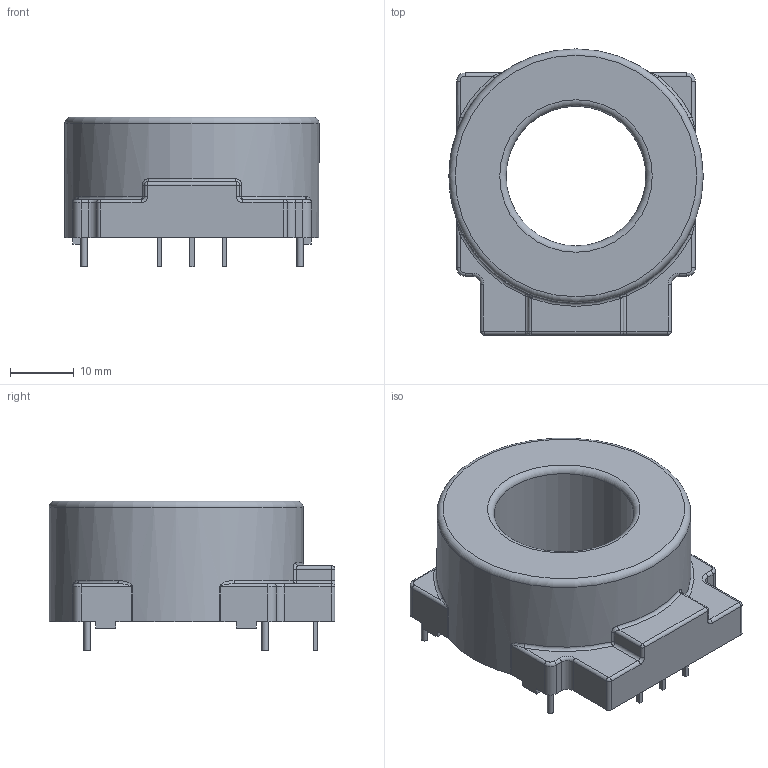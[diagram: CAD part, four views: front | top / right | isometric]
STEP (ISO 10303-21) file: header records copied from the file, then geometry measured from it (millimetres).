
FILE_DESCRIPTION(/* description */ ('Unknown'),/* implementation_level */ '2;1');
FILE_NAME(/* name */ 'L06P800S05',/* time_stamp */ '2024-11-29T08:07:23+02:00',/* author */ ('Unknown'),/* organization */ ('Unknown'),/* preprocessor_version */ 'ST-DEVELOPER v19.4',/* originating_system */ 'Solid Edge',/* authorisation */ 'Unknown');
FILE_SCHEMA (('AUTOMOTIVE_DESIGN {1 0 10303 214 3 1 1}'));
Length unit declared in the file: millimetre
Products named in the file (1): L06P400S05
Bounding box: 40 x 45 x 23.6 mm (x, y, z)
Volume: 18527.1 mm3; surface area: 6307.3 mm2
Topology: 1 solids, 1 shells, 144 faces, 346 edges, 209 vertices
Faces by surface type: plane 57, cylinder 56, torus 19, bspline 8, sphere 4
Full cylindrical faces by diameter (mm): 1 x4, 22 x1, 40 x1
Entity records: 5249 total; most frequent: CARTESIAN_POINT 939, DIRECTION 709, ORIENTED_EDGE 654, EDGE_CURVE 327, AXIS2_PLACEMENT_3D 263, VERTEX_POINT 203, LINE 183, VECTOR 183
